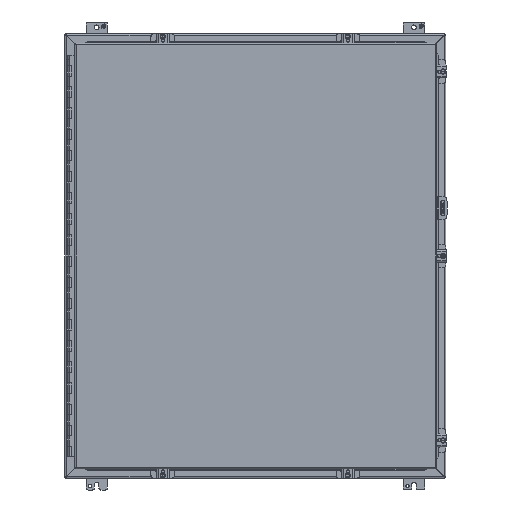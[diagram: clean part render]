
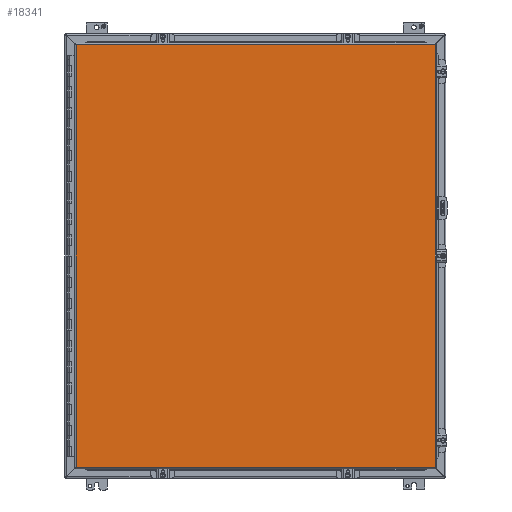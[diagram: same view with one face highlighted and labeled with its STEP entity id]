
A CAD part, front view. The second image highlights one B-rep face of the part: STEP entity #18341.
In plain terms, the highlighted planar face has unit normal (0, -1, 0).
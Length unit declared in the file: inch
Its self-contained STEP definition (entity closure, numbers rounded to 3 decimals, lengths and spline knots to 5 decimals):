
#392 = EDGE_CURVE ( 'NONE', #59276, #45803, #33178, .T. ) ;
#6947 = PLANE ( 'NONE',  #33933 ) ;
#7691 = DIRECTION ( 'NONE',  ( 0., -1., 0. ) ) ;
#10508 = CARTESIAN_POINT ( 'NONE',  ( 17.018, -7.179, 37.9945 ) ) ;
#12405 = CARTESIAN_POINT ( 'NONE',  ( -16.954, -7.179, 37.9945 ) ) ;
#12530 = VECTOR ( 'NONE', #38645, 39.37008 ) ;
#13293 = ORIENTED_EDGE ( 'NONE', *, *, #392, .F. ) ;
#15747 = CARTESIAN_POINT ( 'NONE',  ( 17.018, -7.179, -1.9945 ) ) ;
#16062 = CARTESIAN_POINT ( 'NONE',  ( 17.018, -7.179, -1.9945 ) ) ;
#17921 = FACE_OUTER_BOUND ( 'NONE', #70844, .T. ) ;
#18341 = ADVANCED_FACE ( 'NONE', ( #17921 ), #6947, .T. ) ;
#21431 = DIRECTION ( 'NONE',  ( 0., 0., -1. ) ) ;
#21708 = CARTESIAN_POINT ( 'NONE',  ( -16.954, -7.179, 37.9945 ) ) ;
#24966 = VECTOR ( 'NONE', #55436, 39.37008 ) ;
#25558 = DIRECTION ( 'NONE',  ( 0., 0., -1. ) ) ;
#25666 = ORIENTED_EDGE ( 'NONE', *, *, #50655, .F. ) ;
#26381 = CARTESIAN_POINT ( 'NONE',  ( -16.954, -7.179, -1.9945 ) ) ;
#27481 = EDGE_CURVE ( 'NONE', #66577, #59276, #33558, .T. ) ;
#29230 = CARTESIAN_POINT ( 'NONE',  ( -16.954, -7.179, -1.9945 ) ) ;
#29598 = VERTEX_POINT ( 'NONE', #10508 ) ;
#30424 = ORIENTED_EDGE ( 'NONE', *, *, #27481, .F. ) ;
#32620 = LINE ( 'NONE', #21708, #46578 ) ;
#33178 = LINE ( 'NONE', #26381, #24966 ) ;
#33558 = LINE ( 'NONE', #16062, #12530 ) ;
#33933 = AXIS2_PLACEMENT_3D ( 'NONE', #29230, #7691, #25558 ) ;
#34875 = CARTESIAN_POINT ( 'NONE',  ( -16.954, -7.179, -1.9945 ) ) ;
#38645 = DIRECTION ( 'NONE',  ( -1., 0., 0. ) ) ;
#40595 = LINE ( 'NONE', #50839, #47030 ) ;
#43929 = DIRECTION ( 'NONE',  ( 1., 0., 0. ) ) ;
#45803 = VERTEX_POINT ( 'NONE', #12405 ) ;
#46578 = VECTOR ( 'NONE', #43929, 39.37008 ) ;
#47030 = VECTOR ( 'NONE', #21431, 39.37008 ) ;
#50655 = EDGE_CURVE ( 'NONE', #45803, #29598, #32620, .T. ) ;
#50839 = CARTESIAN_POINT ( 'NONE',  ( 17.018, -7.179, 37.9945 ) ) ;
#55436 = DIRECTION ( 'NONE',  ( 0., 0., 1. ) ) ;
#58002 = ORIENTED_EDGE ( 'NONE', *, *, #67321, .F. ) ;
#59276 = VERTEX_POINT ( 'NONE', #34875 ) ;
#66577 = VERTEX_POINT ( 'NONE', #15747 ) ;
#67321 = EDGE_CURVE ( 'NONE', #29598, #66577, #40595, .T. ) ;
#70844 = EDGE_LOOP ( 'NONE', ( #58002, #25666, #13293, #30424 ) ) ;
